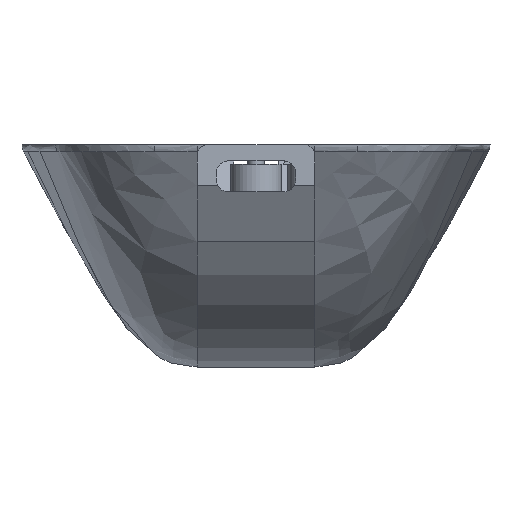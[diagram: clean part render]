
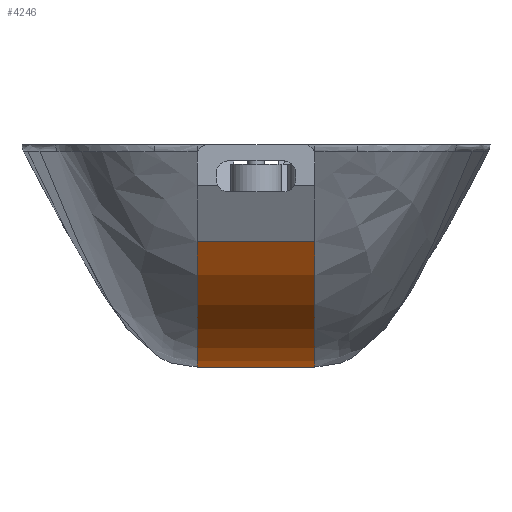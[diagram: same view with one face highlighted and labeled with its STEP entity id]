
A CAD part, front view. The second image highlights one B-rep face of the part: STEP entity #4246.
In plain terms, the highlighted cylindrical face has radius 30 mm (diameter 60 mm), a partial arc.
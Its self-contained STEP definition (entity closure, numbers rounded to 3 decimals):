
#44=CYLINDRICAL_SURFACE('',#4495,30.);
#203=CIRCLE('',#4496,30.);
#204=CIRCLE('',#4497,30.);
#581=FACE_OUTER_BOUND('',#822,.T.);
#822=EDGE_LOOP('',(#2846,#2847,#2848,#2849));
#1098=LINE('',#6221,#1379);
#1099=LINE('',#6224,#1380);
#1379=VECTOR('',#4874,10.);
#1380=VECTOR('',#4877,10.);
#1688=VERTEX_POINT('',#6217);
#1689=VERTEX_POINT('',#6218);
#1690=VERTEX_POINT('',#6220);
#1691=VERTEX_POINT('',#6222);
#2151=EDGE_CURVE('',#1688,#1689,#203,.T.);
#2152=EDGE_CURVE('',#1688,#1690,#1098,.T.);
#2153=EDGE_CURVE('',#1690,#1691,#204,.T.);
#2154=EDGE_CURVE('',#1689,#1691,#1099,.T.);
#2846=ORIENTED_EDGE('',*,*,#2151,.F.);
#2847=ORIENTED_EDGE('',*,*,#2152,.T.);
#2848=ORIENTED_EDGE('',*,*,#2153,.T.);
#2849=ORIENTED_EDGE('',*,*,#2154,.F.);
#4246=ADVANCED_FACE('',(#581),#44,.T.);
#4495=AXIS2_PLACEMENT_3D('',#6216,#4870,#4871);
#4496=AXIS2_PLACEMENT_3D('',#6219,#4872,#4873);
#4497=AXIS2_PLACEMENT_3D('',#6223,#4875,#4876);
#4870=DIRECTION('center_axis',(1.,0.,0.));
#4871=DIRECTION('ref_axis',(0.,-0.866,-0.5));
#4872=DIRECTION('center_axis',(1.,0.,0.));
#4873=DIRECTION('ref_axis',(0.,-0.866,-0.5));
#4874=DIRECTION('',(-1.,0.,0.));
#4875=DIRECTION('center_axis',(1.,0.,0.));
#4876=DIRECTION('ref_axis',(0.,-0.866,-0.5));
#4877=DIRECTION('',(-1.,0.,0.));
#6216=CARTESIAN_POINT('Origin',(0.,-81.864,3.472));
#6217=CARTESIAN_POINT('',(7.,-107.844,-11.528));
#6218=CARTESIAN_POINT('',(7.,-79.249,-26.414));
#6219=CARTESIAN_POINT('Origin',(7.,-81.864,3.472));
#6220=CARTESIAN_POINT('',(-7.,-107.844,-11.528));
#6221=CARTESIAN_POINT('',(0.,-107.844,-11.528));
#6222=CARTESIAN_POINT('',(-7.,-79.249,-26.414));
#6223=CARTESIAN_POINT('Origin',(-7.,-81.864,3.472));
#6224=CARTESIAN_POINT('',(0.,-79.249,-26.414));
